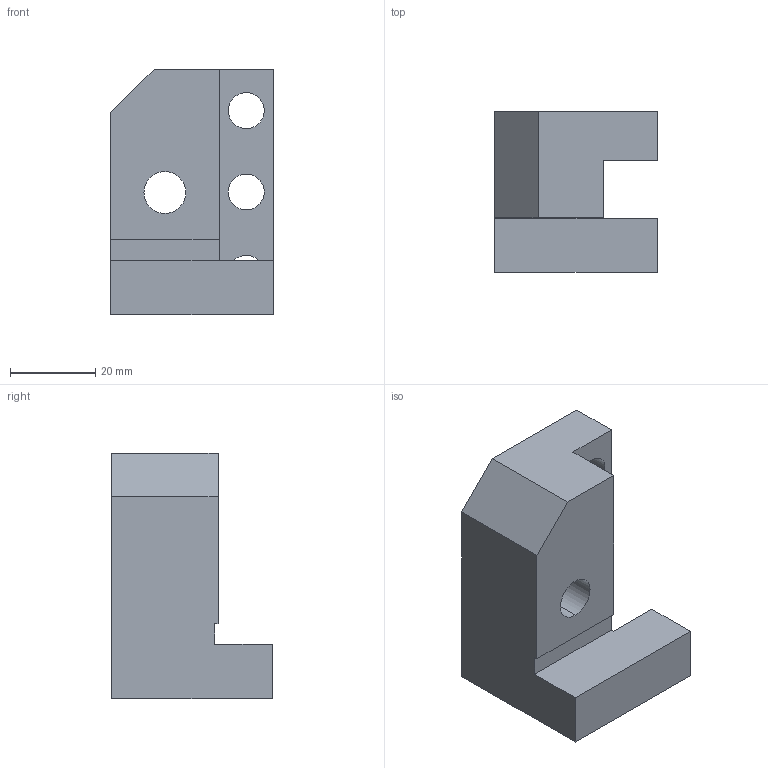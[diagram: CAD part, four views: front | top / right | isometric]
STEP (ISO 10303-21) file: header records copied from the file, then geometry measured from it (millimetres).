
FILE_DESCRIPTION (( 'STEP AP214' ), '1' );
FILE_NAME ('04-1138 & 04-1143.STEP', '2024-08-27T20:37:30', ( '' ), ( '' ), 'SwSTEP 2.0', 'SolidWorks 2022', '' );
FILE_SCHEMA (( 'AUTOMOTIVE_DESIGN' ));
Length unit declared in the file: inch
Products named in the file (1): 04-1138 & 04-1143
Bounding box: 38.1 x 37.59 x 57.4 mm (x, y, z)
Volume: 44479.9 mm3; surface area: 11543.1 mm2
Topology: 1 solids, 1 shells, 26 faces, 69 edges, 46 vertices
Faces by surface type: plane 16, cylinder 10
Entity records: 973 total; most frequent: DIRECTION 143, CARTESIAN_POINT 142, ORIENTED_EDGE 138, EDGE_CURVE 69, LINE 49, VECTOR 49, AXIS2_PLACEMENT_3D 47, VERTEX_POINT 46
